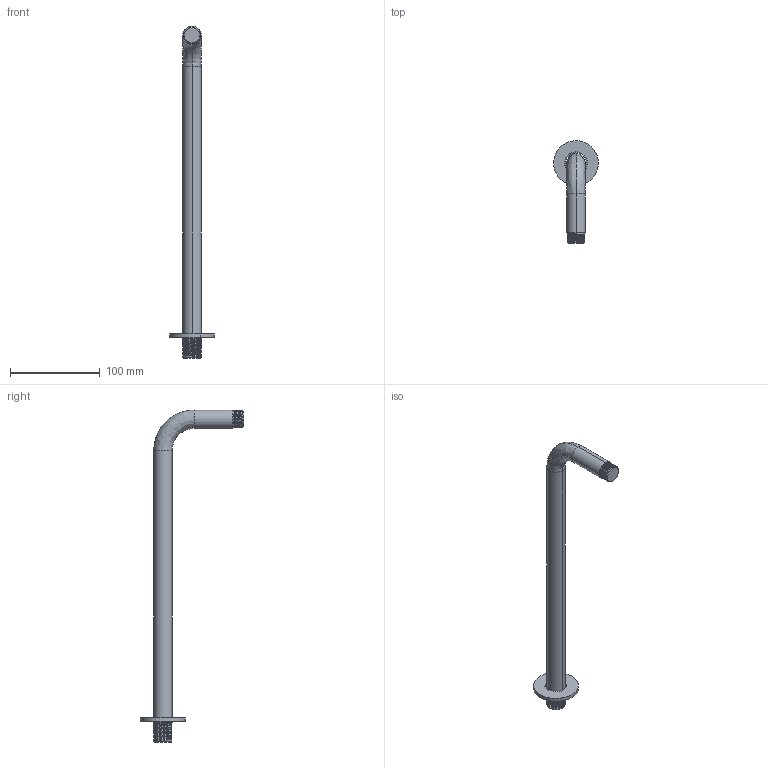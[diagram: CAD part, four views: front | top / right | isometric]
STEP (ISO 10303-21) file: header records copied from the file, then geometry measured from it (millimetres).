
FILE_DESCRIPTION (( 'STEP AP214' ), '1' );
FILE_NAME ('CHV.0007 3D.STEP', '2023-07-05T10:26:48', ( '' ), ( '' ), 'SwSTEP 2.0', 'SolidWorks 2022', '' );
FILE_SCHEMA (( 'AUTOMOTIVE_DESIGN' ));
Length unit declared in the file: millimetre
Products named in the file (3): CHV.0007 3D; 0237.001.00; HASTE_CHUVEIRO_PAREDE
Assembly tree (2 placements, depth 2):
  CHV.0007 3D
    HASTE_CHUVEIRO_PAREDE
    0237.001.00
Bounding box: 49.96 x 114.98 x 370.25 mm (x, y, z)
Volume: 148094.5 mm3; surface area: 33724.8 mm2
Topology: 2 solids, 2 shells, 84 faces, 206 edges, 130 vertices
Faces by surface type: cylinder 55, plane 12, bspline 9, cone 8
Entity records: 6478 total; most frequent: CARTESIAN_POINT 4083, ORIENTED_EDGE 412, DIRECTION 312, EDGE_CURVE 206, VERTEX_POINT 130, AXIS2_PLACEMENT_3D 120, EDGE_LOOP 90, ADVANCED_FACE 84
